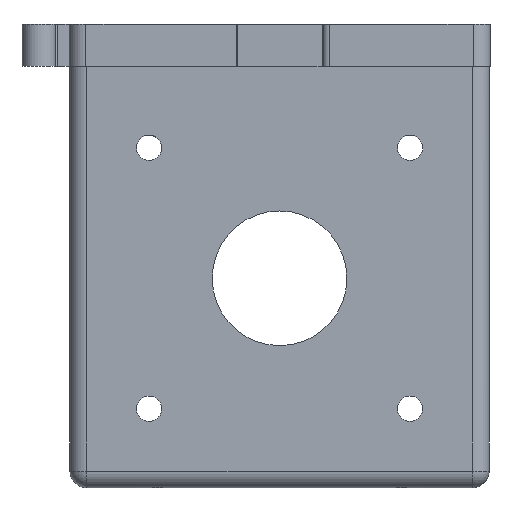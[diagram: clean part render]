
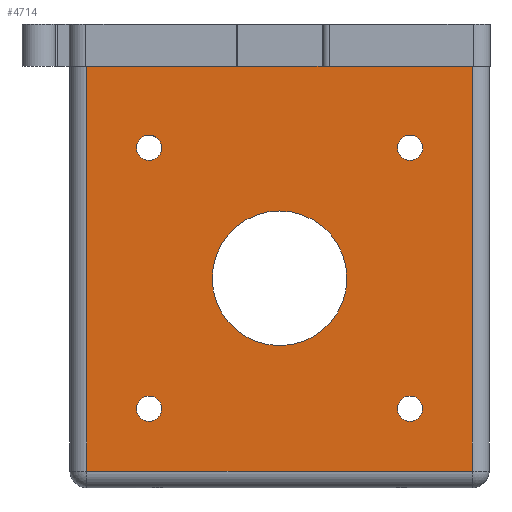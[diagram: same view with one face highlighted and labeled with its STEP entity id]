
A CAD part, front view. The second image highlights one B-rep face of the part: STEP entity #4714.
In plain terms, the highlighted planar face has unit normal (0, -1, 0).
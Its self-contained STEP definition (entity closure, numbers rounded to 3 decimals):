
#123=FACE_BOUND('',#1634,.T.);
#124=FACE_BOUND('',#1635,.T.);
#125=FACE_BOUND('',#1636,.T.);
#126=FACE_BOUND('',#1637,.T.);
#127=FACE_BOUND('',#1638,.T.);
#201=LINE('',#6519,#674);
#471=LINE('',#7192,#944);
#472=LINE('',#7209,#945);
#661=LINE('',#7948,#1134);
#663=LINE('',#7951,#1136);
#668=LINE('',#7959,#1141);
#674=VECTOR('',#5191,10.);
#944=VECTOR('',#5813,10.);
#945=VECTOR('',#5836,10.);
#1134=VECTOR('',#6447,10.);
#1136=VECTOR('',#6451,10.);
#1141=VECTOR('',#6462,10.);
#1367=FACE_OUTER_BOUND('',#1633,.T.);
#1633=EDGE_LOOP('',(#4332,#4333,#4334,#4335,#4336,#4337));
#1634=EDGE_LOOP('',(#4338));
#1635=EDGE_LOOP('',(#4339));
#1636=EDGE_LOOP('',(#4340));
#1637=EDGE_LOOP('',(#4341));
#1638=EDGE_LOOP('',(#4342));
#1756=CIRCLE('',#5005,1.5);
#1759=CIRCLE('',#5014,1.5);
#1762=CIRCLE('',#5023,8.);
#1783=CIRCLE('',#5095,1.5);
#1785=CIRCLE('',#5098,1.5);
#1824=VERTEX_POINT('',#6516);
#1825=VERTEX_POINT('',#6518);
#2022=VERTEX_POINT('',#7079);
#2052=VERTEX_POINT('',#7190);
#2142=VERTEX_POINT('',#7480);
#2155=VERTEX_POINT('',#7516);
#2168=VERTEX_POINT('',#7552);
#2233=VERTEX_POINT('',#7794);
#2235=VERTEX_POINT('',#7800);
#2259=VERTEX_POINT('',#7921);
#2262=VERTEX_POINT('',#7931);
#2277=EDGE_CURVE('',#1824,#1825,#201,.T.);
#2614=EDGE_CURVE('',#2022,#2052,#471,.T.);
#2620=EDGE_CURVE('',#1825,#2022,#472,.T.);
#2729=EDGE_CURVE('',#2142,#2142,#1756,.T.);
#2748=EDGE_CURVE('',#2155,#2155,#1759,.T.);
#2767=EDGE_CURVE('',#2168,#2168,#1762,.T.);
#2883=EDGE_CURVE('',#2233,#2233,#1783,.T.);
#2886=EDGE_CURVE('',#2235,#2235,#1785,.T.);
#2947=EDGE_CURVE('',#2052,#2262,#661,.T.);
#2949=EDGE_CURVE('',#2262,#2259,#663,.T.);
#2954=EDGE_CURVE('',#2259,#1824,#668,.T.);
#4332=ORIENTED_EDGE('',*,*,#2947,.F.);
#4333=ORIENTED_EDGE('',*,*,#2614,.F.);
#4334=ORIENTED_EDGE('',*,*,#2620,.F.);
#4335=ORIENTED_EDGE('',*,*,#2277,.F.);
#4336=ORIENTED_EDGE('',*,*,#2954,.F.);
#4337=ORIENTED_EDGE('',*,*,#2949,.F.);
#4338=ORIENTED_EDGE('',*,*,#2767,.T.);
#4339=ORIENTED_EDGE('',*,*,#2883,.T.);
#4340=ORIENTED_EDGE('',*,*,#2748,.T.);
#4341=ORIENTED_EDGE('',*,*,#2729,.T.);
#4342=ORIENTED_EDGE('',*,*,#2886,.T.);
#4490=PLANE('',#5161);
#4714=ADVANCED_FACE('',(#1367,#123,#124,#125,#126,#127),#4490,.T.);
#5005=AXIS2_PLACEMENT_3D('',#7481,#6036,#6037);
#5014=AXIS2_PLACEMENT_3D('',#7517,#6068,#6069);
#5023=AXIS2_PLACEMENT_3D('',#7553,#6100,#6101);
#5095=AXIS2_PLACEMENT_3D('',#7795,#6317,#6318);
#5098=AXIS2_PLACEMENT_3D('',#7801,#6324,#6325);
#5161=AXIS2_PLACEMENT_3D('',#7976,#6489,#6490);
#5191=DIRECTION('',(1.,0.,0.));
#5813=DIRECTION('',(1.,0.,0.));
#5836=DIRECTION('',(1.,0.,0.));
#6036=DIRECTION('center_axis',(0.,1.,0.));
#6037=DIRECTION('ref_axis',(1.,0.,0.));
#6068=DIRECTION('center_axis',(0.,1.,0.));
#6069=DIRECTION('ref_axis',(1.,0.,0.));
#6100=DIRECTION('center_axis',(0.,1.,0.));
#6101=DIRECTION('ref_axis',(1.,0.,0.));
#6317=DIRECTION('center_axis',(0.,1.,0.));
#6318=DIRECTION('ref_axis',(1.,0.,0.));
#6324=DIRECTION('center_axis',(0.,1.,0.));
#6325=DIRECTION('ref_axis',(1.,0.,0.));
#6447=DIRECTION('',(0.,0.,-1.));
#6451=DIRECTION('',(-1.,0.,0.));
#6462=DIRECTION('',(0.,0.,1.));
#6489=DIRECTION('center_axis',(0.,-1.,0.));
#6490=DIRECTION('ref_axis',(1.,0.,0.));
#6516=CARTESIAN_POINT('',(-22.9,-24.9,50.1));
#6518=CARTESIAN_POINT('',(-5.15,-24.9,50.1));
#6519=CARTESIAN_POINT('',(-22.9,-24.9,50.1));
#7079=CARTESIAN_POINT('',(5.526,-24.9,50.1));
#7190=CARTESIAN_POINT('',(22.9,-24.9,50.1));
#7192=CARTESIAN_POINT('',(-22.9,-24.9,50.1));
#7209=CARTESIAN_POINT('',(-22.9,-24.9,50.1));
#7480=CARTESIAN_POINT('',(14.,-24.9,40.4));
#7481=CARTESIAN_POINT('Origin',(15.5,-24.9,40.4));
#7516=CARTESIAN_POINT('',(-17.,-24.9,40.4));
#7517=CARTESIAN_POINT('Origin',(-15.5,-24.9,40.4));
#7552=CARTESIAN_POINT('',(-8.,-24.9,24.9));
#7553=CARTESIAN_POINT('Origin',(0.,-24.9,24.9));
#7794=CARTESIAN_POINT('',(14.,-24.9,9.4));
#7795=CARTESIAN_POINT('Origin',(15.5,-24.9,9.4));
#7800=CARTESIAN_POINT('',(-17.,-24.9,9.4));
#7801=CARTESIAN_POINT('Origin',(-15.5,-24.9,9.4));
#7921=CARTESIAN_POINT('',(-22.9,-24.9,2.));
#7931=CARTESIAN_POINT('',(22.9,-24.9,2.));
#7948=CARTESIAN_POINT('',(22.9,-24.9,0.));
#7951=CARTESIAN_POINT('',(-12.45,-24.9,2.));
#7959=CARTESIAN_POINT('',(-22.9,-24.9,0.));
#7976=CARTESIAN_POINT('Origin',(-24.9,-24.9,0.));
